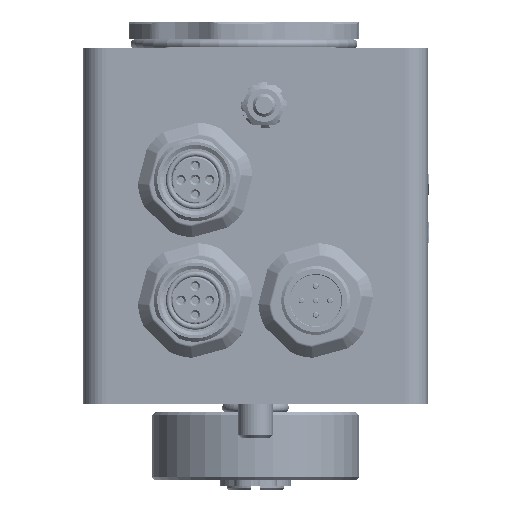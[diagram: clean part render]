
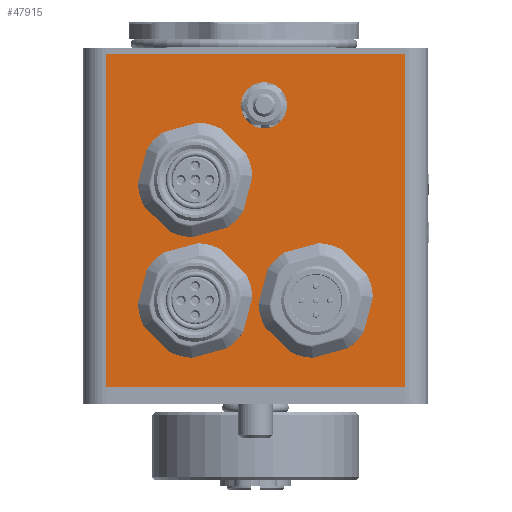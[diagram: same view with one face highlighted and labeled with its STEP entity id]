
A CAD part, front view. The second image highlights one B-rep face of the part: STEP entity #47915.
In plain terms, the highlighted planar face has unit normal (0, -1, 0).
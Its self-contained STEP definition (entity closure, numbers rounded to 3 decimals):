
#3362=FACE_BOUND('',#17408,.T.);
#3363=FACE_BOUND('',#17409,.T.);
#3364=FACE_BOUND('',#17410,.T.);
#3365=FACE_BOUND('',#17411,.T.);
#6362=LINE('',#79167,#10259);
#6363=LINE('',#79171,#10260);
#6364=LINE('',#79173,#10261);
#6365=LINE('',#79174,#10262);
#10259=VECTOR('',#62764,58.);
#10260=VECTOR('',#62769,52.);
#10261=VECTOR('',#62770,58.);
#10262=VECTOR('',#62771,52.);
#13793=FACE_OUTER_BOUND('',#17407,.T.);
#17407=EDGE_LOOP('',(#39060,#39061,#39062,#39063));
#17408=EDGE_LOOP('',(#39064));
#17409=EDGE_LOOP('',(#39065));
#17410=EDGE_LOOP('',(#39066));
#17411=EDGE_LOOP('',(#39067));
#19842=CIRCLE('',#52386,2.05);
#19844=CIRCLE('',#52389,7.55);
#19846=CIRCLE('',#52392,7.55);
#19848=CIRCLE('',#52395,7.55);
#23058=VERTEX_POINT('',#79083);
#23060=VERTEX_POINT('',#79088);
#23062=VERTEX_POINT('',#79093);
#23064=VERTEX_POINT('',#79098);
#23087=VERTEX_POINT('',#79164);
#23088=VERTEX_POINT('',#79166);
#23089=VERTEX_POINT('',#79170);
#23090=VERTEX_POINT('',#79172);
#28671=EDGE_CURVE('',#23058,#23058,#19842,.T.);
#28673=EDGE_CURVE('',#23060,#23060,#19844,.T.);
#28675=EDGE_CURVE('',#23062,#23062,#19846,.T.);
#28677=EDGE_CURVE('',#23064,#23064,#19848,.T.);
#28710=EDGE_CURVE('',#23088,#23087,#6362,.T.);
#28712=EDGE_CURVE('',#23087,#23089,#6363,.T.);
#28713=EDGE_CURVE('',#23090,#23089,#6364,.T.);
#28714=EDGE_CURVE('',#23088,#23090,#6365,.T.);
#39060=ORIENTED_EDGE('',*,*,#28712,.T.);
#39061=ORIENTED_EDGE('',*,*,#28713,.F.);
#39062=ORIENTED_EDGE('',*,*,#28714,.F.);
#39063=ORIENTED_EDGE('',*,*,#28710,.T.);
#39064=ORIENTED_EDGE('',*,*,#28671,.T.);
#39065=ORIENTED_EDGE('',*,*,#28673,.T.);
#39066=ORIENTED_EDGE('',*,*,#28675,.T.);
#39067=ORIENTED_EDGE('',*,*,#28677,.T.);
#45491=PLANE('',#52419);
#47915=ADVANCED_FACE('',(#13793,#3362,#3363,#3364,#3365),#45491,.T.);
#52386=AXIS2_PLACEMENT_3D('',#79084,#62679,#62680);
#52389=AXIS2_PLACEMENT_3D('',#79089,#62685,#62686);
#52392=AXIS2_PLACEMENT_3D('',#79094,#62691,#62692);
#52395=AXIS2_PLACEMENT_3D('',#79099,#62697,#62698);
#52419=AXIS2_PLACEMENT_3D('',#79169,#62767,#62768);
#62679=DIRECTION('center_axis',(0.,1.,0.));
#62680=DIRECTION('ref_axis',(1.,0.,0.));
#62685=DIRECTION('center_axis',(0.,1.,0.));
#62686=DIRECTION('ref_axis',(1.,0.,0.));
#62691=DIRECTION('center_axis',(0.,1.,0.));
#62692=DIRECTION('ref_axis',(1.,0.,0.));
#62697=DIRECTION('center_axis',(0.,1.,0.));
#62698=DIRECTION('ref_axis',(1.,0.,0.));
#62764=DIRECTION('',(0.,0.,1.));
#62767=DIRECTION('center_axis',(0.,-1.,0.));
#62768=DIRECTION('ref_axis',(0.,0.,-1.));
#62769=DIRECTION('',(-1.,0.,0.));
#62770=DIRECTION('',(0.,0.,1.));
#62771=DIRECTION('',(-1.,0.,0.));
#79083=CARTESIAN_POINT('',(32.55,-1.,49.));
#79084=CARTESIAN_POINT('Origin',(30.5,-1.,49.));
#79088=CARTESIAN_POINT('',(47.05,-1.,15.));
#79089=CARTESIAN_POINT('Origin',(39.5,-1.,15.));
#79093=CARTESIAN_POINT('',(26.05,-1.,15.));
#79094=CARTESIAN_POINT('Origin',(18.5,-1.,15.));
#79098=CARTESIAN_POINT('',(26.05,-1.,36.));
#79099=CARTESIAN_POINT('Origin',(18.5,-1.,36.));
#79164=CARTESIAN_POINT('',(55.,-1.,58.));
#79166=CARTESIAN_POINT('',(55.,-1.,0.));
#79167=CARTESIAN_POINT('',(55.,-1.,0.));
#79169=CARTESIAN_POINT('Origin',(55.,-1.,0.));
#79170=CARTESIAN_POINT('',(3.,-1.,58.));
#79171=CARTESIAN_POINT('',(55.,-1.,58.));
#79172=CARTESIAN_POINT('',(3.,-1.,0.));
#79173=CARTESIAN_POINT('',(3.,-1.,0.));
#79174=CARTESIAN_POINT('',(55.,-1.,0.));
